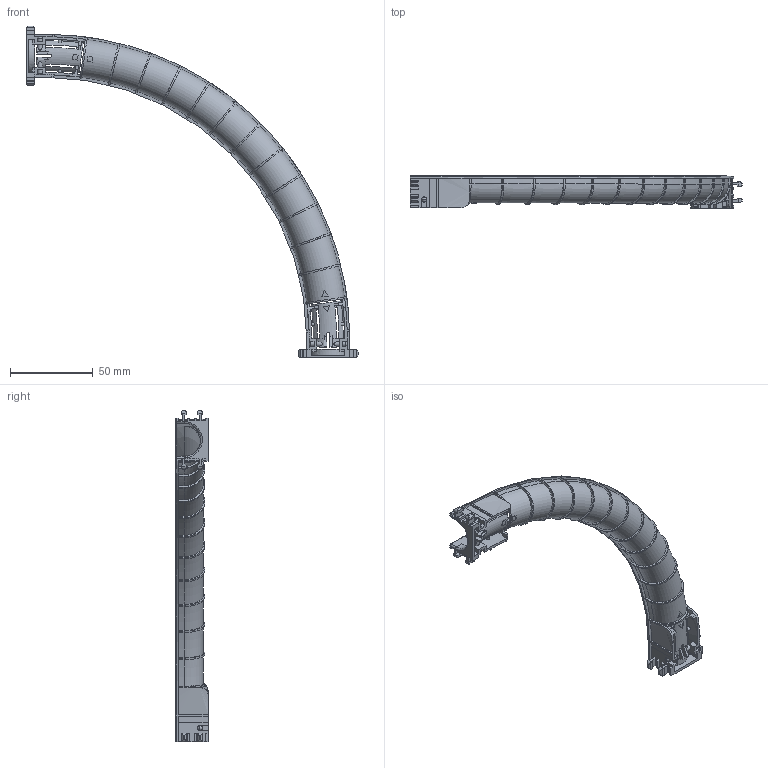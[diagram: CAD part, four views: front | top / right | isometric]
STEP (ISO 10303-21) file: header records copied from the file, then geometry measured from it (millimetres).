
FILE_DESCRIPTION (( 'STEP AP203' ), '1' );
FILE_NAME ('20-00113a.STEP', '2014-04-13T23:18:38', ( 'Nicholas Morozovsky' ), ( '' ), 'SwSTEP 2.0', 'SolidWorks 2012', '' );
FILE_SCHEMA (( 'CONFIG_CONTROL_DESIGN' ));
Length unit declared in the file: millimetre
Products named in the file (1): 20-00113a
Bounding box: 200.5 x 19.5 x 200.5 mm (x, y, z)
Volume: 23688 mm3; surface area: 34042.6 mm2
Topology: 3 solids, 3 shells, 599 faces, 1763 edges, 1150 vertices
Faces by surface type: plane 352, cylinder 182, torus 43, sphere 20, bspline 2
Entity records: 21962 total; most frequent: CARTESIAN_POINT 6067, ORIENTED_EDGE 3518, DIRECTION 3147, EDGE_CURVE 1759, VERTEX_POINT 1150, VECTOR 1103, LINE 1103, AXIS2_PLACEMENT_3D 1022
